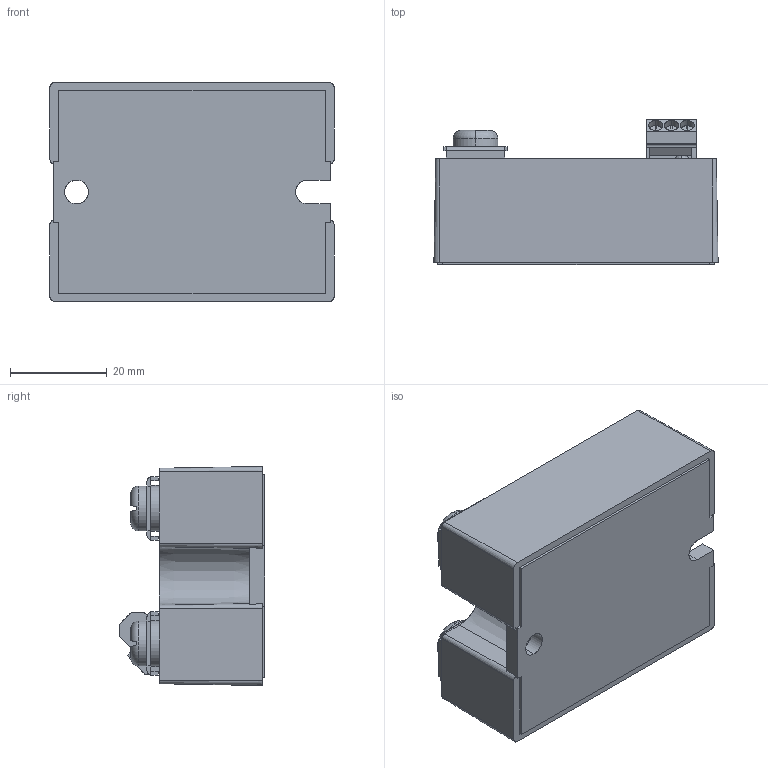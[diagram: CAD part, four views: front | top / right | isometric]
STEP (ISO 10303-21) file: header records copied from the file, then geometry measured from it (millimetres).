
FILE_DESCRIPTION (( 'STEP AP214' ), '1' );
FILE_NAME ('103402.STEP', '2011-07-02T18:45:33', ( 'LALo' ), ( 'Edi Foundation' ), 'SwSTEP 2.0', 'SolidWorks 2011', '' );
FILE_SCHEMA (( 'AUTOMOTIVE_DESIGN' ));
Length unit declared in the file: millimetre
Products named in the file (1): 103402
Bounding box: 58.77 x 30.05 x 45.3 mm (x, y, z)
Surface area: 22663.7 mm2 (no closed solid volume)
Topology: 0 solids, 498 shells, 502 faces, 2572 edges, 2567 vertices
Faces by surface type: plane 411, cylinder 51, cone 34, bspline 4, torus 2
Entity records: 30996 total; most frequent: CARTESIAN_POINT 10501, DIRECTION 3105, ORIENTED_EDGE 2576, EDGE_CURVE 2572, VERTEX_POINT 2567, VECTOR 1655, LINE 1655, AXIS2_PLACEMENT_3D 725
